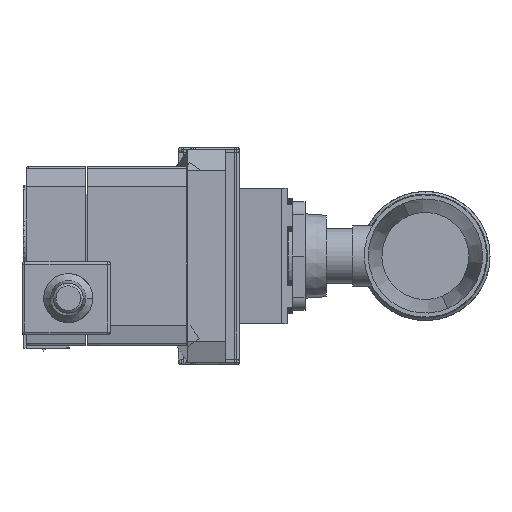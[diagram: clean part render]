
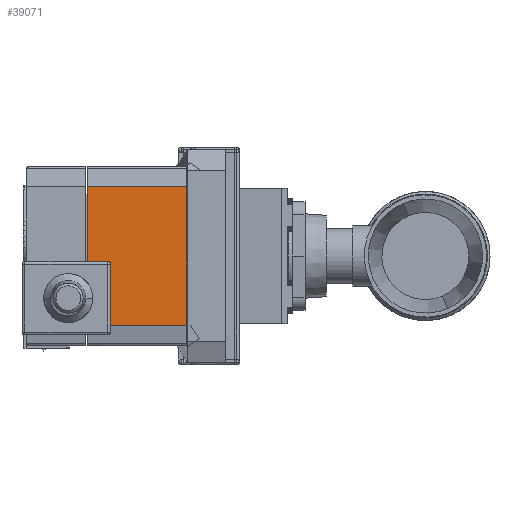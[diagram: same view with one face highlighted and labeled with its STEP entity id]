
A CAD part, left-side view. The second image highlights one B-rep face of the part: STEP entity #39071.
In plain terms, the highlighted face is planar.
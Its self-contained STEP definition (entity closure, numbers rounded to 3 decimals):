
#803 = EDGE_CURVE ( 'NONE', #10464, #4119, #40053, .T. ) ;
#1008 = EDGE_LOOP ( 'NONE', ( #44047, #52589, #22738, #28667, #13164, #13865, #38404 ) ) ;
#3264 = CARTESIAN_POINT ( 'NONE',  ( 121., -2., 76.738 ) ) ;
#3883 = CARTESIAN_POINT ( 'NONE',  ( 121., -2., 77. ) ) ;
#4119 = VERTEX_POINT ( 'NONE', #39741 ) ;
#5876 = AXIS2_PLACEMENT_3D ( 'NONE', #41612, #19159, #37299 ) ;
#6177 = DIRECTION ( 'NONE',  ( 0., 0., 1. ) ) ;
#6480 = VECTOR ( 'NONE', #40557, 1000. ) ;
#7695 = DIRECTION ( 'NONE',  ( 0., 0., 1. ) ) ;
#8535 = CARTESIAN_POINT ( 'NONE',  ( 121., -3., 76. ) ) ;
#9591 = VERTEX_POINT ( 'NONE', #35689 ) ;
#9796 = EDGE_CURVE ( 'NONE', #37854, #9591, #35924, .T. ) ;
#10464 = VERTEX_POINT ( 'NONE', #42172 ) ;
#12226 = CARTESIAN_POINT ( 'NONE',  ( 121., -2., 84.5 ) ) ;
#13164 = ORIENTED_EDGE ( 'NONE', *, *, #31481, .F. ) ;
#13865 = ORIENTED_EDGE ( 'NONE', *, *, #60238, .F. ) ;
#15034 = VECTOR ( 'NONE', #6177, 1000. ) ;
#16995 = CARTESIAN_POINT ( 'NONE',  ( 121., -2., 77. ) ) ;
#17637 = DIRECTION ( 'NONE',  ( 0., 1., 0. ) ) ;
#18951 = VERTEX_POINT ( 'NONE', #34544 ) ;
#19159 = DIRECTION ( 'NONE',  ( -1., 0., 0. ) ) ;
#21398 = VERTEX_POINT ( 'NONE', #16995 ) ;
#22644 = LINE ( 'NONE', #55267, #50623 ) ;
#22738 = ORIENTED_EDGE ( 'NONE', *, *, #9796, .F. ) ;
#22829 = LINE ( 'NONE', #56047, #60267 ) ;
#27151 = VECTOR ( 'NONE', #50367, 1000. ) ;
#27357 = CARTESIAN_POINT ( 'NONE',  ( 121., 0., 84.5 ) ) ;
#28667 = ORIENTED_EDGE ( 'NONE', *, *, #35442, .F. ) ;
#29634 = CARTESIAN_POINT ( 'NONE',  ( 121., 25.5, 66.25 ) ) ;
#30027 = EDGE_CURVE ( 'NONE', #10464, #58930, #22644, .T. ) ;
#31481 = EDGE_CURVE ( 'NONE', #18951, #21398, #60145, .T. ) ;
#31672 = CARTESIAN_POINT ( 'NONE',  ( 121., -2.108, 76.478 ) ) ;
#31771 = FACE_OUTER_BOUND ( 'NONE', #1008, .T. ) ;
#34544 = CARTESIAN_POINT ( 'NONE',  ( 121., -3., 76. ) ) ;
#35442 = EDGE_CURVE ( 'NONE', #21398, #37854, #44844, .T. ) ;
#35689 = CARTESIAN_POINT ( 'NONE',  ( 121., 25.5, 84.5 ) ) ;
#35924 = LINE ( 'NONE', #27357, #6480 ) ;
#36249 = VECTOR ( 'NONE', #7695, 1000. ) ;
#37069 = DIRECTION ( 'NONE',  ( 0., 1., 0. ) ) ;
#37299 = DIRECTION ( 'NONE',  ( 0., 0., 1. ) ) ;
#37854 = VERTEX_POINT ( 'NONE', #12226 ) ;
#38404 = ORIENTED_EDGE ( 'NONE', *, *, #803, .F. ) ;
#39071 = ADVANCED_FACE ( 'NONE', ( #31771 ), #50251, .F. ) ;
#39741 = CARTESIAN_POINT ( 'NONE',  ( 121., -25.475, 76. ) ) ;
#40053 = LINE ( 'NONE', #54526, #36249 ) ;
#40557 = DIRECTION ( 'NONE',  ( 0., 1., 0. ) ) ;
#41612 = CARTESIAN_POINT ( 'NONE',  ( 121., 0., 66.25 ) ) ;
#42172 = CARTESIAN_POINT ( 'NONE',  ( 121., -25.475, 48. ) ) ;
#44047 = ORIENTED_EDGE ( 'NONE', *, *, #30027, .T. ) ;
#44686 = LINE ( 'NONE', #29634, #15034 ) ;
#44844 = LINE ( 'NONE', #58740, #27151 ) ;
#44904 = CARTESIAN_POINT ( 'NONE',  ( 121., -2.478, 76.108 ) ) ;
#50251 = PLANE ( 'NONE',  #5876 ) ;
#50367 = DIRECTION ( 'NONE',  ( 0., 0., 1. ) ) ;
#50543 = EDGE_CURVE ( 'NONE', #58930, #9591, #44686, .T. ) ;
#50623 = VECTOR ( 'NONE', #37069, 1000. ) ;
#52589 = ORIENTED_EDGE ( 'NONE', *, *, #50543, .T. ) ;
#54526 = CARTESIAN_POINT ( 'NONE',  ( 121., -25.475, 66.25 ) ) ;
#55267 = CARTESIAN_POINT ( 'NONE',  ( 121., 0., 48. ) ) ;
#56047 = CARTESIAN_POINT ( 'NONE',  ( 121., 0., 76. ) ) ;
#57554 = CARTESIAN_POINT ( 'NONE',  ( 121., 25.5, 48. ) ) ;
#58740 = CARTESIAN_POINT ( 'NONE',  ( 121., -2., 66.25 ) ) ;
#58930 = VERTEX_POINT ( 'NONE', #57554 ) ;
#60145 = B_SPLINE_CURVE_WITH_KNOTS ( 'NONE', 3,
 ( #8535, #60308, #44904, #31672, #3264, #3883 ),
 .UNSPECIFIED., .F., .F.,
 ( 4, 2, 4 ),
 ( 0., 0.5, 1. ),
 .UNSPECIFIED. ) ;
#60238 = EDGE_CURVE ( 'NONE', #4119, #18951, #22829, .T. ) ;
#60267 = VECTOR ( 'NONE', #17637, 1000. ) ;
#60308 = CARTESIAN_POINT ( 'NONE',  ( 121., -2.738, 76. ) ) ;
